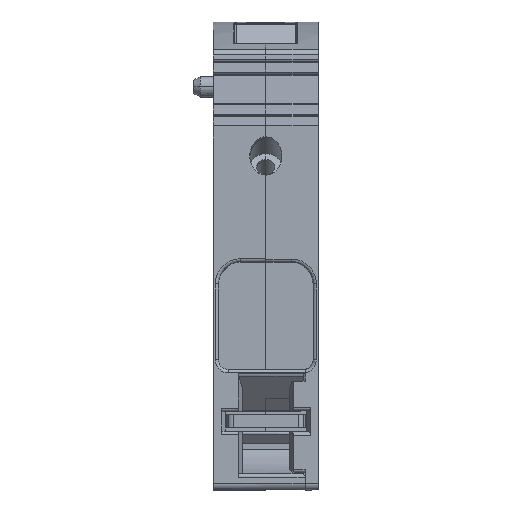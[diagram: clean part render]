
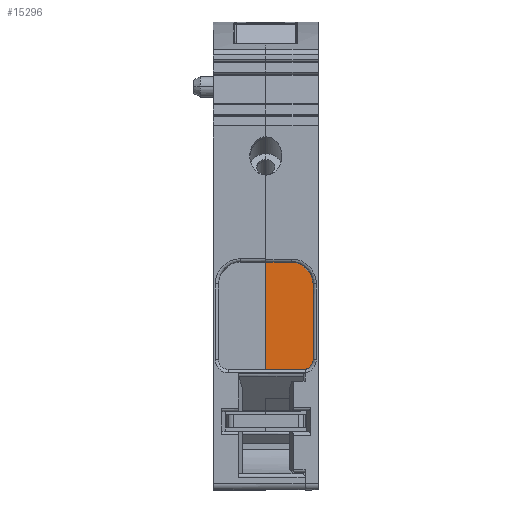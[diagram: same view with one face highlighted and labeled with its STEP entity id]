
A CAD part, front view. The second image highlights one B-rep face of the part: STEP entity #15296.
In plain terms, the highlighted planar face has unit normal (0, -1, 0).
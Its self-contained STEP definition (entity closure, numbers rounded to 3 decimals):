
#5989=AXIS2_PLACEMENT_3D('Plane Axis2P3D',#5986,#5987,#5988) ;
#15265=AXIS2_PLACEMENT_3D('Circle Axis2P3D',#15263,#15264,$) ;
#5986=CARTESIAN_POINT('Axis2P3D Location',(0.,13.33,0.45)) ;
#15059=CARTESIAN_POINT('Vertex',(18.212,13.33,31.48)) ;
#15082=CARTESIAN_POINT('Vertex',(14.915,13.33,34.818)) ;
#15086=CARTESIAN_POINT('Control Point',(18.212,13.33,31.48)) ;
#15087=CARTESIAN_POINT('Control Point',(18.212,13.33,31.781)) ;
#15088=CARTESIAN_POINT('Control Point',(18.177,13.33,32.084)) ;
#15089=CARTESIAN_POINT('Control Point',(18.106,13.33,32.381)) ;
#15090=CARTESIAN_POINT('Control Point',(17.859,13.33,33.063)) ;
#15091=CARTESIAN_POINT('Control Point',(17.438,13.33,33.662)) ;
#15092=CARTESIAN_POINT('Control Point',(17.142,13.33,33.97)) ;
#15093=CARTESIAN_POINT('Control Point',(16.547,13.33,34.421)) ;
#15094=CARTESIAN_POINT('Control Point',(15.856,13.33,34.694)) ;
#15095=CARTESIAN_POINT('Control Point',(15.547,13.33,34.774)) ;
#15096=CARTESIAN_POINT('Control Point',(15.231,13.33,34.816)) ;
#15097=CARTESIAN_POINT('Control Point',(14.915,13.33,34.818)) ;
#15247=CARTESIAN_POINT('Line Origine',(14.,13.33,18.4)) ;
#15251=CARTESIAN_POINT('Vertex',(17.,13.33,18.4)) ;
#15253=CARTESIAN_POINT('Vertex',(11.,13.33,18.4)) ;
#15256=CARTESIAN_POINT('Line Origine',(17.,13.33,18.414)) ;
#15260=CARTESIAN_POINT('Vertex',(17.,13.33,18.428)) ;
#15263=CARTESIAN_POINT('Axis2P3D Location',(16.712,13.33,19.9)) ;
#15267=CARTESIAN_POINT('Vertex',(18.212,13.33,19.9)) ;
#15270=CARTESIAN_POINT('Line Origine',(18.212,13.33,25.69)) ;
#15275=CARTESIAN_POINT('Line Origine',(12.957,13.33,34.818)) ;
#15279=CARTESIAN_POINT('Vertex',(11.,13.33,34.818)) ;
#15282=CARTESIAN_POINT('Line Origine',(11.,13.33,26.609)) ;
#5987=DIRECTION('Axis2P3D Direction',(0.,-1.,0.)) ;
#5988=DIRECTION('Axis2P3D XDirection',(1.,0.,0.)) ;
#15248=DIRECTION('Vector Direction',(1.,0.,0.)) ;
#15257=DIRECTION('Vector Direction',(0.,0.,-1.)) ;
#15264=DIRECTION('Axis2P3D Direction',(0.,-1.,0.)) ;
#15271=DIRECTION('Vector Direction',(0.,0.,1.)) ;
#15276=DIRECTION('Vector Direction',(-1.,0.,0.)) ;
#15283=DIRECTION('Vector Direction',(0.,0.,-1.)) ;
#15249=VECTOR('Line Direction',#15248,1.) ;
#15258=VECTOR('Line Direction',#15257,1.) ;
#15272=VECTOR('Line Direction',#15271,1.) ;
#15277=VECTOR('Line Direction',#15276,1.) ;
#15284=VECTOR('Line Direction',#15283,1.) ;
#15288=ORIENTED_EDGE('',*,*,#15255,.F.) ;
#15289=ORIENTED_EDGE('',*,*,#15262,.F.) ;
#15290=ORIENTED_EDGE('',*,*,#15269,.T.) ;
#15291=ORIENTED_EDGE('',*,*,#15274,.T.) ;
#15292=ORIENTED_EDGE('',*,*,#15098,.T.) ;
#15293=ORIENTED_EDGE('',*,*,#15281,.T.) ;
#15294=ORIENTED_EDGE('',*,*,#15286,.T.) ;
#15296=ADVANCED_FACE('MLD R',(#15295),#5990,.T.) ;
#15085=B_SPLINE_CURVE_WITH_KNOTS('',5,(#15086,#15087,#15088,#15089,#15090,#15091,#15092,#15093,#15094,#15095,#15096,#15097),.UNSPECIFIED.,.F.,.U.,(6,3,3,6),(0.,2.245,5.318,7.626),.UNSPECIFIED.) ;
#15266=CIRCLE('generated circle',#15265,1.5) ;
#15098=EDGE_CURVE('',#15060,#15083,#15085,.T.) ;
#15255=EDGE_CURVE('',#15252,#15254,#15250,.F.) ;
#15262=EDGE_CURVE('',#15261,#15252,#15259,.T.) ;
#15269=EDGE_CURVE('',#15261,#15268,#15266,.T.) ;
#15274=EDGE_CURVE('',#15268,#15060,#15273,.T.) ;
#15281=EDGE_CURVE('',#15083,#15280,#15278,.T.) ;
#15286=EDGE_CURVE('',#15280,#15254,#15285,.T.) ;
#15287=EDGE_LOOP('',(#15288,#15289,#15290,#15291,#15292,#15293,#15294)) ;
#15295=FACE_OUTER_BOUND('',#15287,.T.) ;
#15250=LINE('Line',#15247,#15249) ;
#15259=LINE('Line',#15256,#15258) ;
#15273=LINE('Line',#15270,#15272) ;
#15278=LINE('Line',#15275,#15277) ;
#15285=LINE('Line',#15282,#15284) ;
#5990=PLANE('',#5989) ;
#15060=VERTEX_POINT('',#15059) ;
#15083=VERTEX_POINT('',#15082) ;
#15252=VERTEX_POINT('',#15251) ;
#15254=VERTEX_POINT('',#15253) ;
#15261=VERTEX_POINT('',#15260) ;
#15268=VERTEX_POINT('',#15267) ;
#15280=VERTEX_POINT('',#15279) ;
